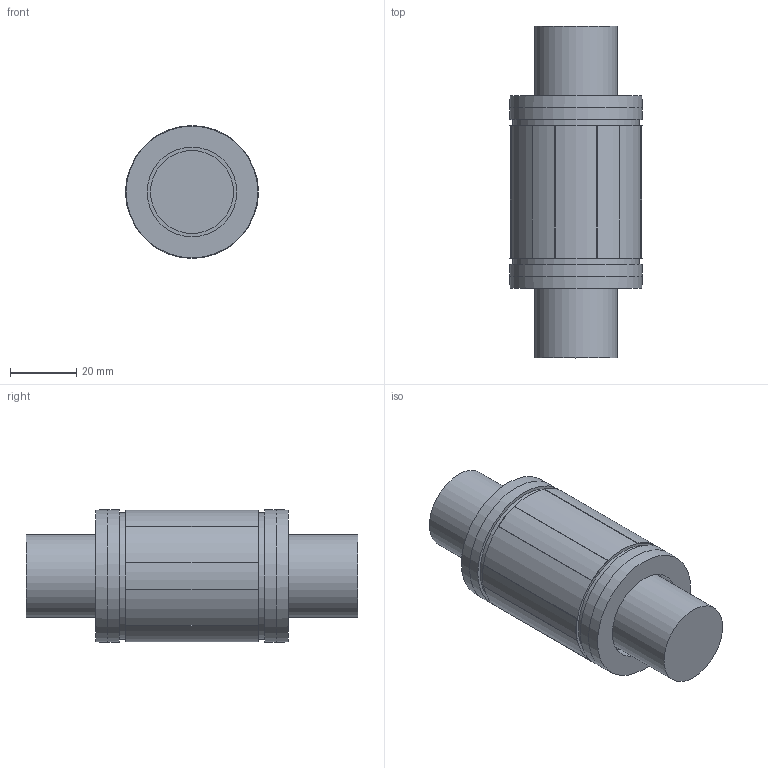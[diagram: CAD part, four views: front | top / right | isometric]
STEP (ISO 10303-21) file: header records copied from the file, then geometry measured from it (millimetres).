
FILE_DESCRIPTION(/* description */ (''),/* implementation_level */ '2;1');
FILE_NAME(/* name */ 'LMES25.stp',/* time_stamp */ '2020-11-23T15:09:53+09:00',/* author */ ('YCK'),/* organization */ (''),/* preprocessor_version */ 'ST-DEVELOPER v17',/* originating_system */ 'Autodesk Inventor 2019',/* authorisation */ '');
FILE_SCHEMA (('AUTOMOTIVE_DESIGN { 1 0 10303 214 3 1 1 }'));
Length unit declared in the file: millimetre
Products named in the file (1): LMES25
Bounding box: 40 x 100 x 40 mm (x, y, z)
Volume: 91697.3 mm3; surface area: 15172.8 mm2
Topology: 1 solids, 1 shells, 51 faces, 122 edges, 86 vertices
Faces by surface type: plane 34, cylinder 15, cone 2
Full cylindrical faces by diameter (mm): 25 x2, 27 x2, 38 x2, 39.7 x1, 40 x2
Entity records: 1569 total; most frequent: DIRECTION 288, CARTESIAN_POINT 260, ORIENTED_EDGE 244, EDGE_CURVE 122, AXIS2_PLACEMENT_3D 114, VERTEX_POINT 86, EDGE_LOOP 64, CIRCLE 62
